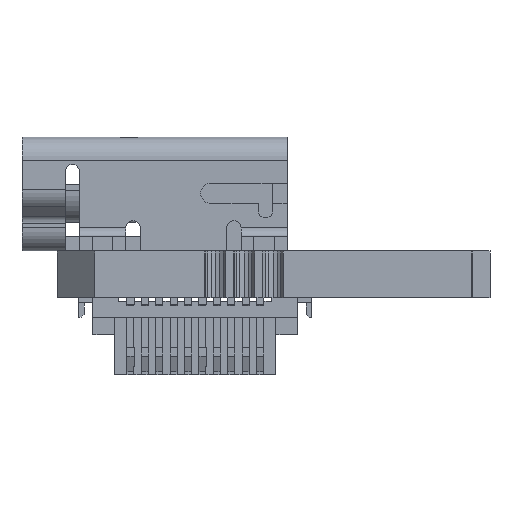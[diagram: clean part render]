
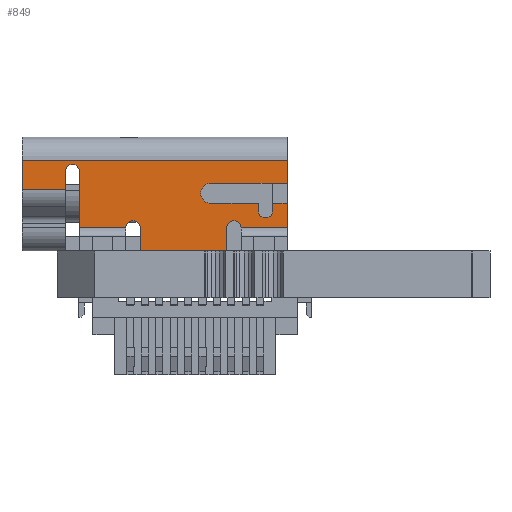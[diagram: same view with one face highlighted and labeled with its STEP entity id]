
A CAD part, left-side view. The second image highlights one B-rep face of the part: STEP entity #849.
In plain terms, the highlighted planar face has unit normal (-1, 0, 0).
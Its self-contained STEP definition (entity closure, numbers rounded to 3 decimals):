
#526=CIRCLE('',#23109,0.25);
#572=CIRCLE('',#23188,0.25);
#573=CIRCLE('',#23189,0.35);
#574=CIRCLE('',#23190,0.25);
#575=CIRCLE('',#23191,0.25);
#576=CIRCLE('',#23192,0.25);
#849=ADVANCED_FACE('',(#3028),#1997,.F.);
#1997=PLANE('',#23193);
#3028=FACE_OUTER_BOUND('',#4204,.T.);
#4204=EDGE_LOOP('',(#6187,#6188,#6189,#6190,#6191,#6192,#6193,#6194,#6195,
#6196,#6197,#6198,#6199,#6200,#6201,#6202,#6203,#6204,#6205,#6206,#6207,
#6208,#6209));
#6187=ORIENTED_EDGE('',*,*,#14394,.F.);
#6188=ORIENTED_EDGE('',*,*,#14395,.T.);
#6189=ORIENTED_EDGE('',*,*,#14396,.F.);
#6190=ORIENTED_EDGE('',*,*,#14397,.F.);
#6191=ORIENTED_EDGE('',*,*,#14398,.F.);
#6192=ORIENTED_EDGE('',*,*,#14399,.F.);
#6193=ORIENTED_EDGE('',*,*,#14400,.F.);
#6194=ORIENTED_EDGE('',*,*,#14401,.F.);
#6195=ORIENTED_EDGE('',*,*,#14402,.F.);
#6196=ORIENTED_EDGE('',*,*,#14403,.T.);
#6197=ORIENTED_EDGE('',*,*,#14334,.F.);
#6198=ORIENTED_EDGE('',*,*,#14404,.T.);
#6199=ORIENTED_EDGE('',*,*,#14405,.T.);
#6200=ORIENTED_EDGE('',*,*,#14406,.F.);
#6201=ORIENTED_EDGE('',*,*,#14150,.F.);
#6202=ORIENTED_EDGE('',*,*,#14407,.F.);
#6203=ORIENTED_EDGE('',*,*,#14408,.F.);
#6204=ORIENTED_EDGE('',*,*,#14409,.F.);
#6205=ORIENTED_EDGE('',*,*,#14410,.F.);
#6206=ORIENTED_EDGE('',*,*,#14411,.F.);
#6207=ORIENTED_EDGE('',*,*,#14412,.T.);
#6208=ORIENTED_EDGE('',*,*,#14413,.F.);
#6209=ORIENTED_EDGE('',*,*,#14414,.F.);
#11960=VERTEX_POINT('',#30587);
#11961=VERTEX_POINT('',#30589);
#12129=VERTEX_POINT('',#30980);
#12130=VERTEX_POINT('',#30982);
#12171=VERTEX_POINT('',#31094);
#12172=VERTEX_POINT('',#31095);
#12173=VERTEX_POINT('',#31097);
#12174=VERTEX_POINT('',#31099);
#12175=VERTEX_POINT('',#31101);
#12176=VERTEX_POINT('',#31103);
#12177=VERTEX_POINT('',#31105);
#12178=VERTEX_POINT('',#31107);
#12179=VERTEX_POINT('',#31109);
#12180=VERTEX_POINT('',#31111);
#12181=VERTEX_POINT('',#31114);
#12182=VERTEX_POINT('',#31116);
#12183=VERTEX_POINT('',#31119);
#12184=VERTEX_POINT('',#31121);
#12185=VERTEX_POINT('',#31123);
#12186=VERTEX_POINT('',#31125);
#12187=VERTEX_POINT('',#31127);
#12188=VERTEX_POINT('',#31129);
#12189=VERTEX_POINT('',#31131);
#14150=EDGE_CURVE('',#11960,#11961,#526,.T.);
#14334=EDGE_CURVE('',#12129,#12130,#17536,.T.);
#14394=EDGE_CURVE('',#12171,#12172,#17579,.T.);
#14395=EDGE_CURVE('',#12171,#12173,#17580,.T.);
#14396=EDGE_CURVE('',#12174,#12173,#17581,.T.);
#14397=EDGE_CURVE('',#12175,#12174,#17582,.T.);
#14398=EDGE_CURVE('',#12176,#12175,#572,.T.);
#14399=EDGE_CURVE('',#12177,#12176,#17583,.T.);
#14400=EDGE_CURVE('',#12178,#12177,#17584,.T.);
#14401=EDGE_CURVE('',#12179,#12178,#573,.T.);
#14402=EDGE_CURVE('',#12180,#12179,#17585,.T.);
#14403=EDGE_CURVE('',#12180,#12130,#17586,.T.);
#14404=EDGE_CURVE('',#12129,#12181,#17587,.T.);
#14405=EDGE_CURVE('',#12181,#12182,#17588,.T.);
#14406=EDGE_CURVE('',#11961,#12182,#17589,.T.);
#14407=EDGE_CURVE('',#12183,#11960,#574,.T.);
#14408=EDGE_CURVE('',#12184,#12183,#17590,.T.);
#14409=EDGE_CURVE('',#12185,#12184,#17591,.T.);
#14410=EDGE_CURVE('',#12186,#12185,#575,.T.);
#14411=EDGE_CURVE('',#12187,#12186,#17592,.T.);
#14412=EDGE_CURVE('',#12187,#12188,#17593,.T.);
#14413=EDGE_CURVE('',#12189,#12188,#17594,.T.);
#14414=EDGE_CURVE('',#12172,#12189,#576,.T.);
#17536=LINE('',#30981,#20497);
#17579=LINE('',#31093,#20540);
#17580=LINE('',#31096,#20541);
#17581=LINE('',#31098,#20542);
#17582=LINE('',#31100,#20543);
#17583=LINE('',#31104,#20544);
#17584=LINE('',#31106,#20545);
#17585=LINE('',#31110,#20546);
#17586=LINE('',#31112,#20547);
#17587=LINE('',#31113,#20548);
#17588=LINE('',#31115,#20549);
#17589=LINE('',#31117,#20550);
#17590=LINE('',#31120,#20551);
#17591=LINE('',#31122,#20552);
#17592=LINE('',#31126,#20553);
#17593=LINE('',#31128,#20554);
#17594=LINE('',#31130,#20555);
#20497=VECTOR('',#25153,1.);
#20540=VECTOR('',#25244,1.);
#20541=VECTOR('',#25245,1.);
#20542=VECTOR('',#25246,1.);
#20543=VECTOR('',#25247,1.);
#20544=VECTOR('',#25250,1.);
#20545=VECTOR('',#25251,1.);
#20546=VECTOR('',#25254,1.);
#20547=VECTOR('',#25255,1.);
#20548=VECTOR('',#25256,1.);
#20549=VECTOR('',#25257,1.);
#20550=VECTOR('',#25258,1.);
#20551=VECTOR('',#25261,1.);
#20552=VECTOR('',#25262,1.);
#20553=VECTOR('',#25265,1.);
#20554=VECTOR('',#25266,1.);
#20555=VECTOR('',#25267,1.);
#23109=AXIS2_PLACEMENT_3D('',#30588,#24894,#24895);
#23188=AXIS2_PLACEMENT_3D('',#31102,#25248,#25249);
#23189=AXIS2_PLACEMENT_3D('',#31108,#25252,#25253);
#23190=AXIS2_PLACEMENT_3D('',#31118,#25259,#25260);
#23191=AXIS2_PLACEMENT_3D('',#31124,#25263,#25264);
#23192=AXIS2_PLACEMENT_3D('',#31132,#25268,#25269);
#23193=AXIS2_PLACEMENT_3D('',#31133,#25270,#25271);
#24894=DIRECTION('',(-1.,0.,0.));
#24895=DIRECTION('',(0.,0.,-1.));
#25153=DIRECTION('',(0.,-1.,0.));
#25244=DIRECTION('',(0.,1.,0.));
#25245=DIRECTION('',(0.,0.,1.));
#25246=DIRECTION('',(0.,-1.,0.));
#25247=DIRECTION('',(0.,0.,1.));
#25248=DIRECTION('',(-1.,0.,0.));
#25249=DIRECTION('',(0.,0.,1.));
#25250=DIRECTION('',(0.,0.,-1.));
#25251=DIRECTION('',(0.,-1.,0.));
#25252=DIRECTION('',(-1.,0.,0.));
#25253=DIRECTION('',(0.,0.,1.));
#25254=DIRECTION('',(0.,1.,0.));
#25255=DIRECTION('',(0.,0.,1.));
#25256=DIRECTION('',(0.,0.,-1.));
#25257=DIRECTION('',(0.,-1.,0.));
#25258=DIRECTION('',(0.,0.,-1.));
#25259=DIRECTION('',(-1.,0.,0.));
#25260=DIRECTION('',(0.,0.,-1.));
#25261=DIRECTION('',(0.,0.,1.));
#25262=DIRECTION('',(0.,1.,0.));
#25263=DIRECTION('',(-1.,0.,0.));
#25264=DIRECTION('',(0.,0.,1.));
#25265=DIRECTION('',(0.,0.,1.));
#25266=DIRECTION('',(0.,-1.,0.));
#25267=DIRECTION('',(0.,0.,-1.));
#25268=DIRECTION('',(-1.,0.,0.));
#25269=DIRECTION('',(0.,0.,1.));
#25270=DIRECTION('',(1.,0.,0.));
#25271=DIRECTION('',(0.,0.,-1.));
#30587=CARTESIAN_POINT('',(5.82,14.46,3.));
#30588=CARTESIAN_POINT('',(5.82,14.46,2.75));
#30589=CARTESIAN_POINT('',(5.82,14.71,2.75));
#30980=CARTESIAN_POINT('',(5.82,16.21,3.15));
#30981=CARTESIAN_POINT('',(5.82,7.01,3.15));
#30982=CARTESIAN_POINT('',(5.82,7.01,3.15));
#31093=CARTESIAN_POINT('',(5.82,7.01,0.8));
#31094=CARTESIAN_POINT('',(5.82,7.01,0.8));
#31095=CARTESIAN_POINT('',(5.82,8.61,0.8));
#31096=CARTESIAN_POINT('',(5.82,7.01,3.45));
#31097=CARTESIAN_POINT('',(5.82,7.01,1.65));
#31098=CARTESIAN_POINT('',(5.82,7.01,1.65));
#31099=CARTESIAN_POINT('',(5.82,7.51,1.65));
#31100=CARTESIAN_POINT('',(5.82,7.51,1.65));
#31101=CARTESIAN_POINT('',(5.82,7.51,1.4));
#31102=CARTESIAN_POINT('',(5.82,7.76,1.4));
#31103=CARTESIAN_POINT('',(5.82,8.01,1.4));
#31104=CARTESIAN_POINT('',(5.82,8.01,1.65));
#31105=CARTESIAN_POINT('',(5.82,8.01,1.65));
#31106=CARTESIAN_POINT('',(5.82,8.01,1.65));
#31107=CARTESIAN_POINT('',(5.82,9.66,1.65));
#31108=CARTESIAN_POINT('',(5.82,9.66,2.));
#31109=CARTESIAN_POINT('',(5.82,9.66,2.35));
#31110=CARTESIAN_POINT('',(5.82,7.01,2.35));
#31111=CARTESIAN_POINT('',(5.82,7.01,2.35));
#31112=CARTESIAN_POINT('',(5.82,7.01,3.45));
#31113=CARTESIAN_POINT('',(5.82,16.21,3.45));
#31114=CARTESIAN_POINT('',(5.82,16.21,2.124));
#31115=CARTESIAN_POINT('',(5.82,16.21,2.124));
#31116=CARTESIAN_POINT('',(5.82,14.71,2.124));
#31117=CARTESIAN_POINT('',(5.82,14.71,0.));
#31118=CARTESIAN_POINT('',(5.82,14.46,2.75));
#31119=CARTESIAN_POINT('',(5.82,14.21,2.75));
#31120=CARTESIAN_POINT('',(5.82,14.21,0.));
#31121=CARTESIAN_POINT('',(5.82,14.21,0.8));
#31122=CARTESIAN_POINT('',(5.82,12.61,0.8));
#31123=CARTESIAN_POINT('',(5.82,12.61,0.8));
#31124=CARTESIAN_POINT('',(5.82,12.36,0.8));
#31125=CARTESIAN_POINT('',(5.82,12.11,0.8));
#31126=CARTESIAN_POINT('',(5.82,12.11,0.));
#31127=CARTESIAN_POINT('',(5.82,12.11,0.));
#31128=CARTESIAN_POINT('',(5.82,16.21,0.));
#31129=CARTESIAN_POINT('',(5.82,9.11,0.));
#31130=CARTESIAN_POINT('',(5.82,9.11,0.));
#31131=CARTESIAN_POINT('',(5.82,9.11,0.8));
#31132=CARTESIAN_POINT('',(5.82,8.86,0.8));
#31133=CARTESIAN_POINT('',(5.82,16.21,3.45));
